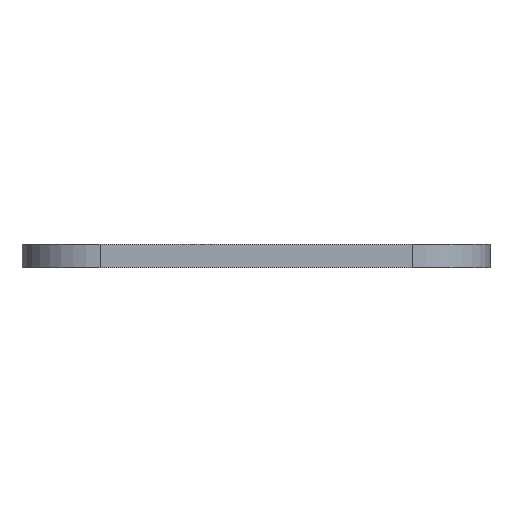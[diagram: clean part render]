
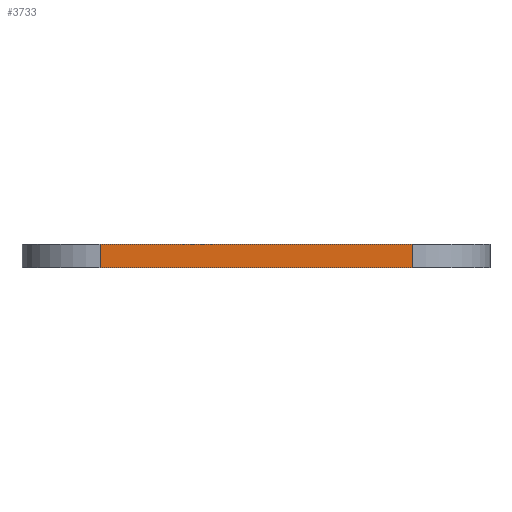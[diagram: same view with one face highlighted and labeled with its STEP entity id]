
A CAD part, front view. The second image highlights one B-rep face of the part: STEP entity #3733.
In plain terms, the highlighted planar face has unit normal (0, -1, 0).
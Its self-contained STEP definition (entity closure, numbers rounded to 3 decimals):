
#110=PLANE('',#4193);
#296=FACE_OUTER_BOUND('',#523,.T.);
#523=EDGE_LOOP('',(#3401,#3402,#3403,#3404));
#567=LINE('',#5558,#865);
#689=LINE('',#6084,#987);
#821=LINE('',#6496,#1119);
#822=LINE('',#6498,#1120);
#865=VECTOR('',#4377,10.);
#987=VECTOR('',#4881,10.);
#1119=VECTOR('',#5375,10.);
#1120=VECTOR('',#5378,10.);
#1439=VERTEX_POINT('',#5555);
#1440=VERTEX_POINT('',#5557);
#1652=VERTEX_POINT('',#6081);
#1653=VERTEX_POINT('',#6083);
#1834=EDGE_CURVE('',#1440,#1439,#567,.T.);
#2097=EDGE_CURVE('',#1652,#1653,#689,.T.);
#2304=EDGE_CURVE('',#1439,#1653,#821,.T.);
#2305=EDGE_CURVE('',#1440,#1652,#822,.T.);
#3401=ORIENTED_EDGE('',*,*,#1834,.T.);
#3402=ORIENTED_EDGE('',*,*,#2304,.T.);
#3403=ORIENTED_EDGE('',*,*,#2097,.F.);
#3404=ORIENTED_EDGE('',*,*,#2305,.F.);
#3733=ADVANCED_FACE('',(#296),#110,.T.);
#4193=AXIS2_PLACEMENT_3D('',#6497,#5376,#5377);
#4377=DIRECTION('',(1.,0.,0.));
#4881=DIRECTION('',(1.,0.,0.));
#5375=DIRECTION('',(0.,0.,1.));
#5376=DIRECTION('center_axis',(0.,-1.,0.));
#5377=DIRECTION('ref_axis',(1.,0.,0.));
#5378=DIRECTION('',(0.,0.,1.));
#5555=CARTESIAN_POINT('',(-40.,-240.,0.));
#5557=CARTESIAN_POINT('',(-200.,-240.,0.));
#5558=CARTESIAN_POINT('',(-200.,-240.,0.));
#6081=CARTESIAN_POINT('',(-200.,-240.,12.));
#6083=CARTESIAN_POINT('',(-40.,-240.,12.));
#6084=CARTESIAN_POINT('',(-200.,-240.,12.));
#6496=CARTESIAN_POINT('',(-40.,-240.,0.));
#6497=CARTESIAN_POINT('Origin',(-200.,-240.,0.));
#6498=CARTESIAN_POINT('',(-200.,-240.,0.));
